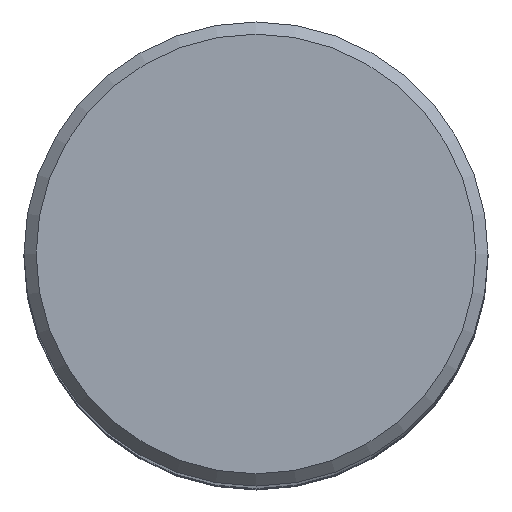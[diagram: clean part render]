
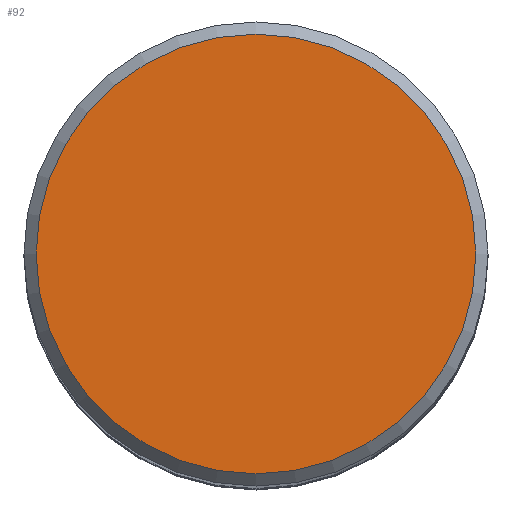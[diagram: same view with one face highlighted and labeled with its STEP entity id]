
A CAD part, top view. The second image highlights one B-rep face of the part: STEP entity #92.
In plain terms, the highlighted planar face has unit normal (0, 0, 1).
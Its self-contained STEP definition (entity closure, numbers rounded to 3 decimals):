
#48=PLANE('',#252);
#92=ADVANCED_FACE('',(#102),#48,.F.);
#102=FACE_OUTER_BOUND('',#124,.T.);
#124=EDGE_LOOP('',(#150));
#150=ORIENTED_EDGE('',*,*,#179,.T.);
#166=VERTEX_POINT('',#364);
#179=EDGE_CURVE('',#166,#166,#192,.T.);
#192=CIRCLE('',#251,9.025);
#251=AXIS2_PLACEMENT_3D('',#363,#312,#313);
#252=AXIS2_PLACEMENT_3D('',#365,#314,#315);
#312=DIRECTION('',(0.,0.,1.));
#313=DIRECTION('',(-1.,0.,0.));
#314=DIRECTION('',(0.,0.,-1.));
#315=DIRECTION('',(1.,0.,0.));
#363=CARTESIAN_POINT('',(0.,0.,51.6));
#364=CARTESIAN_POINT('',(-9.025,0.,51.6));
#365=CARTESIAN_POINT('',(0.,0.,51.6));
